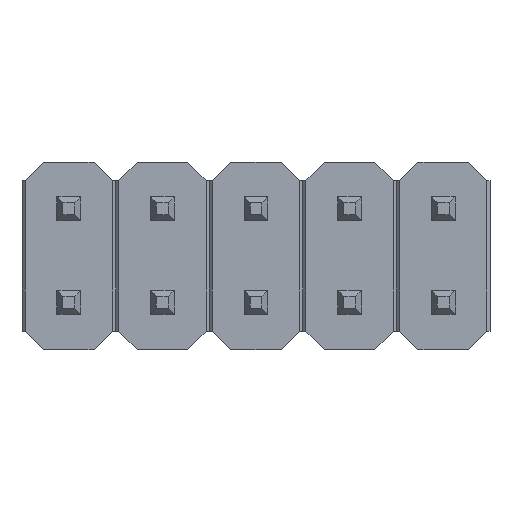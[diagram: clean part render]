
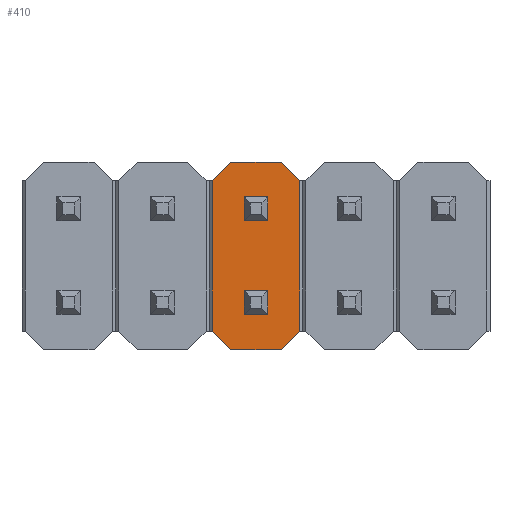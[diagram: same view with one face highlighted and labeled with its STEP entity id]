
A CAD part, top view. The second image highlights one B-rep face of the part: STEP entity #410.
In plain terms, the highlighted planar face has unit normal (0, 0, 1).
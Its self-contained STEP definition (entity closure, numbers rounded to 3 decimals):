
#410=ADVANCED_FACE('',(#2460),#2462,.T.);
#2460=FACE_BOUND('',#2461,.T.);
#2461=EDGE_LOOP('',(#4036,#4037,#4038,#4039,#4040,#4041,#4042,#4043));
#2462=PLANE('',#2463);
#2463=AXIS2_PLACEMENT_3D('',#2464,#2465,#2466);
#2464=CARTESIAN_POINT('',(2.54,0.,2.5));
#2465=DIRECTION('',(0.,0.,1.));
#2466=DIRECTION('',(1.,0.,0.));
#4036=ORIENTED_EDGE('',*,*,#4973,.T.);
#4037=ORIENTED_EDGE('',*,*,#4974,.T.);
#4038=ORIENTED_EDGE('',*,*,#4975,.T.);
#4039=ORIENTED_EDGE('',*,*,#4976,.T.);
#4040=ORIENTED_EDGE('',*,*,#4934,.T.);
#4041=ORIENTED_EDGE('',*,*,#4977,.T.);
#4042=ORIENTED_EDGE('',*,*,#4978,.T.);
#4043=ORIENTED_EDGE('',*,*,#4979,.T.);
#4934=EDGE_CURVE('',#5465,#5463,#5466,.F.);
#4973=EDGE_CURVE('',#5519,#5520,#5521,.F.);
#4974=EDGE_CURVE('',#5520,#5522,#5523,.T.);
#4975=EDGE_CURVE('',#5522,#5524,#5525,.T.);
#4976=EDGE_CURVE('',#5524,#5465,#5526,.T.);
#4977=EDGE_CURVE('',#5463,#5527,#5528,.T.);
#4978=EDGE_CURVE('',#5527,#5529,#5530,.T.);
#4979=EDGE_CURVE('',#5529,#5519,#5531,.T.);
#5463=VERTEX_POINT('',#6321);
#5465=VERTEX_POINT('',#6325);
#5466=LINE('',#6326,#6327);
#5519=VERTEX_POINT('',#6457);
#5520=VERTEX_POINT('',#6458);
#5521=LINE('',#6459,#6460);
#5522=VERTEX_POINT('',#6462);
#5523=LINE('',#6463,#6464);
#5524=VERTEX_POINT('',#6466);
#5525=LINE('',#6467,#6468);
#5526=LINE('',#6470,#6471);
#5527=VERTEX_POINT('',#6473);
#5528=LINE('',#6474,#6475);
#5529=VERTEX_POINT('',#6477);
#5530=LINE('',#6478,#6479);
#5531=LINE('',#6481,#6482);
#6321=CARTESIAN_POINT('',(6.265,3.31,2.5));
#6325=CARTESIAN_POINT('',(6.265,-0.77,2.5));
#6326=CARTESIAN_POINT('',(6.265,3.31,2.5));
#6327=VECTOR('',#6328,1.);
#6328=DIRECTION('',(0.,-1.,0.));
#6457=CARTESIAN_POINT('',(3.895,3.31,2.5));
#6458=CARTESIAN_POINT('',(3.895,-0.77,2.5));
#6459=CARTESIAN_POINT('',(3.895,-0.77,2.5));
#6460=VECTOR('',#6461,1.);
#6461=DIRECTION('',(0.,1.,0.));
#6462=CARTESIAN_POINT('',(4.395,-1.27,2.5));
#6463=CARTESIAN_POINT('',(3.895,-0.77,2.5));
#6464=VECTOR('',#6465,1.);
#6465=DIRECTION('',(0.707,-0.707,0.));
#6466=CARTESIAN_POINT('',(5.765,-1.27,2.5));
#6467=CARTESIAN_POINT('',(4.395,-1.27,2.5));
#6468=VECTOR('',#6469,1.);
#6469=DIRECTION('',(1.,0.,0.));
#6470=CARTESIAN_POINT('',(5.765,-1.27,2.5));
#6471=VECTOR('',#6472,1.);
#6472=DIRECTION('',(0.707,0.707,0.));
#6473=CARTESIAN_POINT('',(5.765,3.81,2.5));
#6474=CARTESIAN_POINT('',(6.265,3.31,2.5));
#6475=VECTOR('',#6476,1.);
#6476=DIRECTION('',(-0.707,0.707,0.));
#6477=CARTESIAN_POINT('',(4.395,3.81,2.5));
#6478=CARTESIAN_POINT('',(5.765,3.81,2.5));
#6479=VECTOR('',#6480,1.);
#6480=DIRECTION('',(-1.,0.,0.));
#6481=CARTESIAN_POINT('',(4.395,3.81,2.5));
#6482=VECTOR('',#6483,1.);
#6483=DIRECTION('',(-0.707,-0.707,0.));
